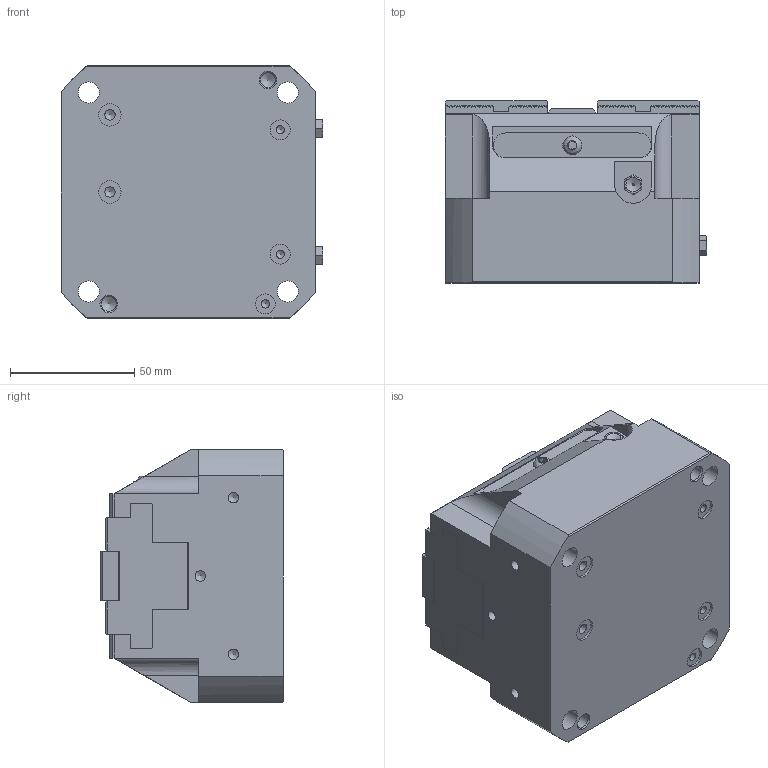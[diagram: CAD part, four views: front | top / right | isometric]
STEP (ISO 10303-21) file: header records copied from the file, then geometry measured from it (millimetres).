
FILE_DESCRIPTION(/* description */ (''),/* implementation_level */ '2;1');
FILE_NAME(/* name */ 'CFB-100-PN-C1-D.stp',/* time_stamp */ '2018-01-22T11:32:24+01:00',/* author */ ('Tecnico'),/* organization */ (''),/* preprocessor_version */ 'ST-DEVELOPER v16.13',/* originating_system */ 'Autodesk Inventor 2018',/* authorisation */ '');
FILE_SCHEMA (('AUTOMOTIVE_DESIGN { 1 0 10303 214 3 1 1 }'));
Length unit declared in the file: millimetre
Products named in the file (8): CFB-100-C1-PN-D; Corpo; Griffa C1-D; CFB-100.COPERCHIETTO; Mascherina-NO SENS; VTB M5; CNS 4558 - M3 x 8; ISO 2338 - 4 h8 x 8 - B
Assembly tree (10 placements, depth 2):
  CFB-100-C1-PN-D
    Corpo
    Griffa C1-D  x2
    CFB-100.COPERCHIETTO
    Mascherina-NO SENS
    VTB M5
    CNS 4558 - M3 x 8  x2
    ISO 2338 - 4 h8 x 8 - B  x2
Bounding box: 105 x 73.3 x 102 mm (x, y, z)
Volume: 608821 mm3; surface area: 88950.4 mm2
Topology: 10 solids, 10 shells, 1192 faces, 3408 edges, 2242 vertices
Faces by surface type: plane 998, cylinder 110, cone 79, sphere 4, bspline 1
Full cylindrical faces by diameter (mm): 2.459 x2, 3 x2, 3.242 x1, 3.3 x3, 3.5 x2, 4 x7, 4.2 x8, 4.917 x20, 6 x4, 7.6 x1, 8 x3, 8.5 x4, 9 x2, 12 x1, 15 x1
Entity records: 22455 total; most frequent: CARTESIAN_POINT 4082, ORIENTED_EDGE 3726, DIRECTION 3617, EDGE_CURVE 1863, LINE 1449, VECTOR 1449, VERTEX_POINT 1265, AXIS2_PLACEMENT_3D 1084
